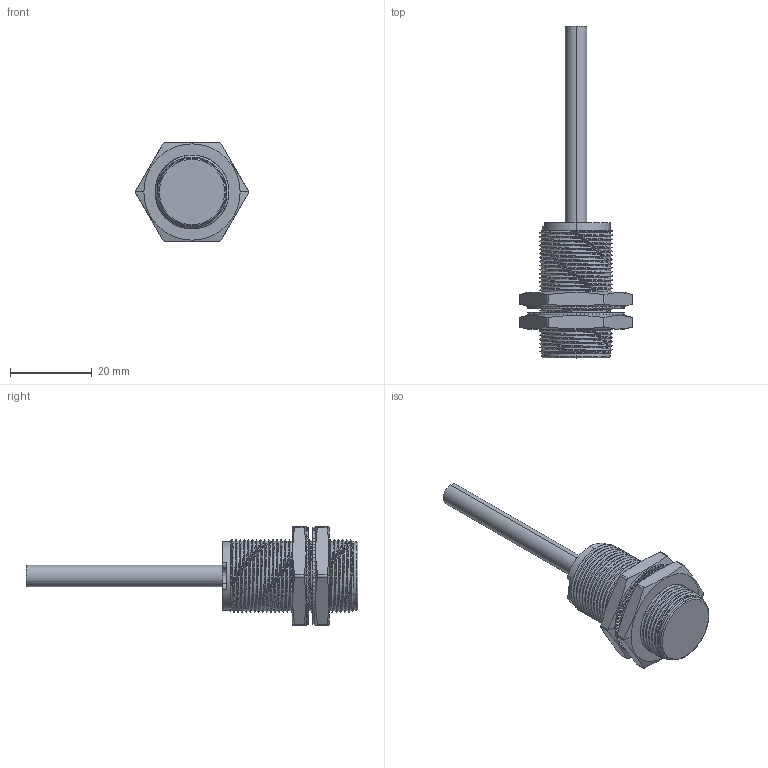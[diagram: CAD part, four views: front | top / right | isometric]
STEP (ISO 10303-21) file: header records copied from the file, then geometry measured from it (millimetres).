
FILE_DESCRIPTION (( 'STEP AP214' ), '1' );
FILE_NAME ('M18S-NE齐平出线（P8-002图1，总长33mm）.STEP', '2024-10-12T02:25:32', ( '' ), ( '' ), 'SwSTEP 2.0', 'SolidWorks 2023', '' );
FILE_SCHEMA (( 'AUTOMOTIVE_DESIGN' ));
Length unit declared in the file: millimetre
Products named in the file (4): M18-MU_1.stp; M18SX39FI-Q01010050A0_1.stp; M18S-NE齐平出线（P8-002图1，总长33mm）.stp; M18S-NE齐平出线（P8-002图1，总长33mm）
Assembly tree (4 placements, depth 3):
  M18S-NE齐平出线（P8-002图1，总长33mm）
    M18S-NE齐平出线（P8-002图1，总长33mm）.stp
      M18SX39FI-Q01010050A0_1.stp
      M18-MU_1.stp  x2
Bounding box: 27.56 x 81 x 24 mm (x, y, z)
Volume: 10581.7 mm3; surface area: 6198.8 mm2
Topology: 3 solids, 5 shells, 598 faces, 1741 edges, 1155 vertices
Faces by surface type: plane 469, cylinder 100, bspline 17, cone 10, torus 2
Entity records: 24131 total; most frequent: CARTESIAN_POINT 15614, ORIENTED_EDGE 2022, DIRECTION 1414, EDGE_CURVE 1011, VERTEX_POINT 669, AXIS2_PLACEMENT_3D 546, B_SPLINE_CURVE_WITH_KNOTS 486, EDGE_LOOP 356
